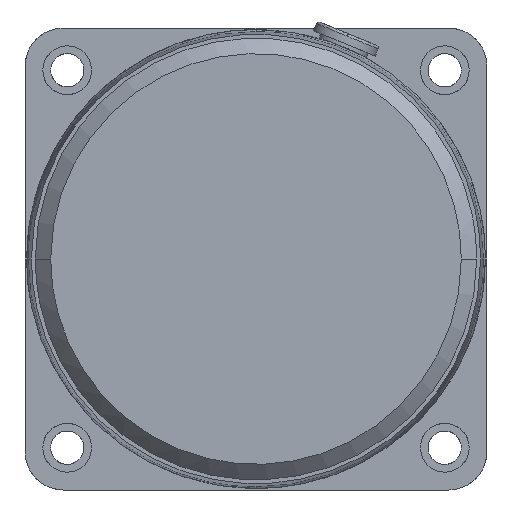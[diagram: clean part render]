
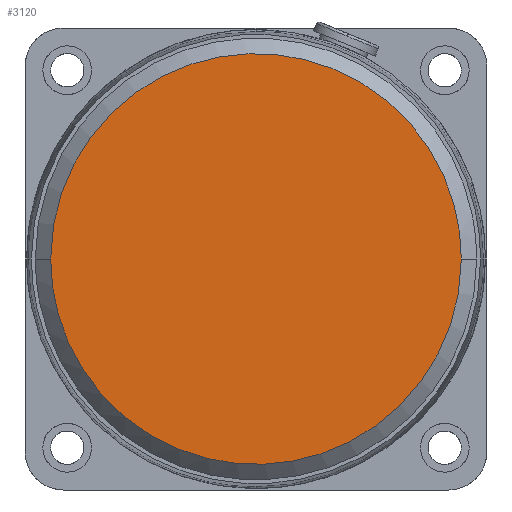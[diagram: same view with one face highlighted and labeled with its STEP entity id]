
A CAD part, left-side view. The second image highlights one B-rep face of the part: STEP entity #3120.
In plain terms, the highlighted free-form (B-spline) face has degree [1, 1] with [2, 2] control points.
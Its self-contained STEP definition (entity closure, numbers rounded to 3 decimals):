
#427 = EDGE_CURVE('',#428,#430,#432,.T.);
#428 = VERTEX_POINT('',#429);
#429 = CARTESIAN_POINT('',(-43.813,170.151,
    154.68));
#430 = VERTEX_POINT('',#431);
#431 = CARTESIAN_POINT('',(-43.813,66.13,
    154.68));
#432 = ( BOUNDED_CURVE() B_SPLINE_CURVE(2,(#433,#434,#435,#436,#437),
.UNSPECIFIED.,.F.,.F.) B_SPLINE_CURVE_WITH_KNOTS((3,2,3),(0.,
1.571,3.142),.PIECEWISE_BEZIER_KNOTS.) CURVE() 
GEOMETRIC_REPRESENTATION_ITEM() RATIONAL_B_SPLINE_CURVE((1.,
0.707,1.,0.707,1.)) REPRESENTATION_ITEM('') );
#433 = CARTESIAN_POINT('',(-43.813,170.151,
    154.68));
#434 = CARTESIAN_POINT('',(-43.813,170.151,
    206.691));
#435 = CARTESIAN_POINT('',(-43.813,118.14,
    206.691));
#436 = CARTESIAN_POINT('',(-43.813,66.13,
    206.691));
#437 = CARTESIAN_POINT('',(-43.813,66.13,
    154.68));
#3120 = ADVANCED_FACE('',(#3121),#3132,.T.);
#3121 = FACE_BOUND('',#3122,.T.);
#3122 = EDGE_LOOP('',(#3123,#3124));
#3123 = ORIENTED_EDGE('',*,*,#427,.F.);
#3124 = ORIENTED_EDGE('',*,*,#3125,.F.);
#3125 = EDGE_CURVE('',#430,#428,#3126,.T.);
#3126 = ( BOUNDED_CURVE() B_SPLINE_CURVE(2,(#3127,#3128,#3129,#3130,
#3131),.UNSPECIFIED.,.F.,.F.) B_SPLINE_CURVE_WITH_KNOTS((3,2,3),(
    3.142,4.712,6.283),
.PIECEWISE_BEZIER_KNOTS.) CURVE() GEOMETRIC_REPRESENTATION_ITEM() 
RATIONAL_B_SPLINE_CURVE((1.,0.707,1.,0.707,1.)) 
REPRESENTATION_ITEM('') );
#3127 = CARTESIAN_POINT('',(-43.813,66.13,
    154.68));
#3128 = CARTESIAN_POINT('',(-43.813,66.13,
    102.67));
#3129 = CARTESIAN_POINT('',(-43.813,118.14,
    102.67));
#3130 = CARTESIAN_POINT('',(-43.813,170.151,
    102.67));
#3131 = CARTESIAN_POINT('',(-43.813,170.151,
    154.68));
#3132 = B_SPLINE_SURFACE_WITH_KNOTS('',1,1,(
    (#3133,#3134)
    ,(#3135,#3136
    )),.UNSPECIFIED.,.F.,.F.,.F.,(2,2),(2,2),(-40.,
    40.),(-60.,20.),
  .PIECEWISE_BEZIER_KNOTS.);
#3133 = CARTESIAN_POINT('',(-43.813,66.13,
    102.67));
#3134 = CARTESIAN_POINT('',(-43.813,170.151,
    102.67));
#3135 = CARTESIAN_POINT('',(-43.813,66.13,
    206.691));
#3136 = CARTESIAN_POINT('',(-43.813,170.151,
    206.691));
